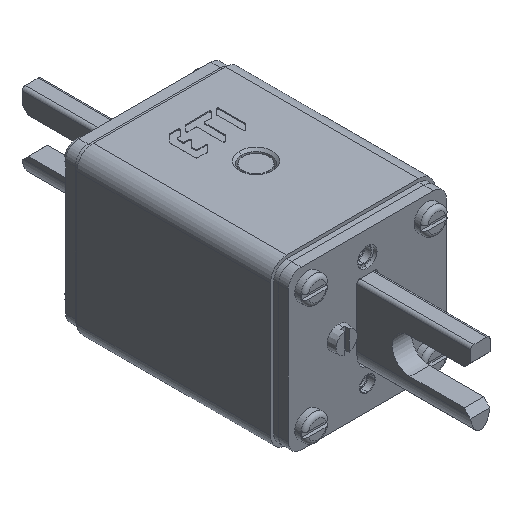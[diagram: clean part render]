
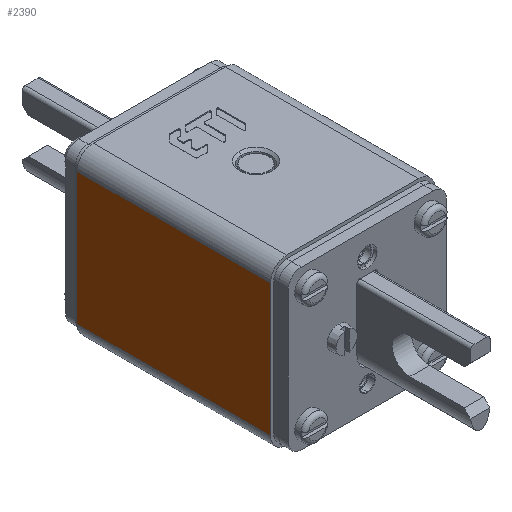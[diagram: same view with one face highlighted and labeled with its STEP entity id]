
A CAD part, isometric view. The second image highlights one B-rep face of the part: STEP entity #2390.
In plain terms, the highlighted face is planar.
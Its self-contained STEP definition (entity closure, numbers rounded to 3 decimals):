
#380=DIRECTION('',(-1.,0.,0.));
#381=VECTOR('',#380,60.);
#382=CARTESIAN_POINT('',(30.,-20.5,-25.5));
#383=LINE('',#382,#381);
#763=DIRECTION('',(1.,0.,0.));
#764=VECTOR('',#763,60.);
#765=CARTESIAN_POINT('',(-30.,20.5,-25.5));
#766=LINE('',#765,#764);
#777=DIRECTION('',(0.,-1.,0.));
#778=VECTOR('',#777,41.);
#779=CARTESIAN_POINT('',(-30.,20.5,-25.5));
#780=LINE('',#779,#778);
#837=DIRECTION('',(0.,-1.,0.));
#838=VECTOR('',#837,41.);
#839=CARTESIAN_POINT('',(30.,20.5,-25.5));
#840=LINE('',#839,#838);
#1854=CARTESIAN_POINT('',(-30.,-20.5,-25.5));
#1856=VERTEX_POINT('',#1854);
#1857=CARTESIAN_POINT('',(-30.,20.5,-25.5));
#1858=VERTEX_POINT('',#1857);
#1871=CARTESIAN_POINT('',(30.,-20.5,-25.5));
#1872=VERTEX_POINT('',#1871);
#1997=CARTESIAN_POINT('',(30.,20.5,-25.5));
#1998=VERTEX_POINT('',#1997);
#2378=CARTESIAN_POINT('',(-30.,-25.5,-25.5));
#2379=DIRECTION('',(0.,0.,-1.));
#2380=DIRECTION('',(0.,1.,0.));
#2381=AXIS2_PLACEMENT_3D('',#2378,#2379,#2380);
#2382=PLANE('',#2381);
#2383=ORIENTED_EDGE('',*,*,#2167,.F.);
#2385=ORIENTED_EDGE('',*,*,#2384,.F.);
#2386=ORIENTED_EDGE('',*,*,#2370,.F.);
#2387=ORIENTED_EDGE('',*,*,#2140,.T.);
#2388=EDGE_LOOP('',(#2383,#2385,#2386,#2387));
#2389=FACE_OUTER_BOUND('',#2388,.F.);
#2140=EDGE_CURVE('',#1858,#1856,#780,.T.);
#2167=EDGE_CURVE('',#1872,#1856,#383,.T.);
#2370=EDGE_CURVE('',#1858,#1998,#766,.T.);
#2384=EDGE_CURVE('',#1998,#1872,#840,.T.);
#2390=ADVANCED_FACE('',(#2389),#2382,.T.);
